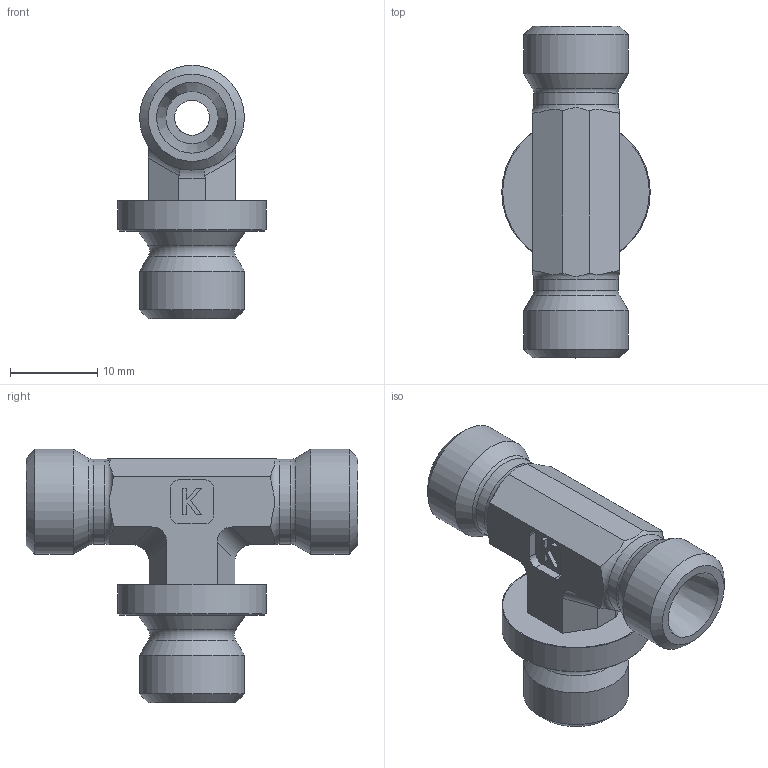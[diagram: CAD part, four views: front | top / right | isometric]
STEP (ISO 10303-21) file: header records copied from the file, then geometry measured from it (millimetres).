
FILE_DESCRIPTION((''),'2;1');
FILE_NAME('261061212.stp','2014-10-31T14:28:34',(''),('KNOMI spol. s r. o.'),'Autodesk Inventor 2012','Autodesk Inventor 2012','');
FILE_SCHEMA(('AUTOMOTIVE_DESIGN { 1 2 10303 214 0 1 1 1 }'));
Length unit declared in the file: millimetre
Products named in the file (1): THM2 6LM M12/M12
Bounding box: 17 x 38 x 29 mm (x, y, z)
Volume: 4620.1 mm3; surface area: 3310.8 mm2
Topology: 1 solids, 1 shells, 79 faces, 206 edges, 134 vertices
Faces by surface type: plane 42, cylinder 20, cone 11, torus 6
Full cylindrical faces by diameter (mm): 4 x2, 6 x2, 9.7 x2, 12 x3, 17 x1
Entity records: 2332 total; most frequent: CARTESIAN_POINT 528, DIRECTION 368, ORIENTED_EDGE 332, EDGE_CURVE 166, AXIS2_PLACEMENT_3D 138, VERTEX_POINT 122, EDGE_LOOP 116, VECTOR 92
